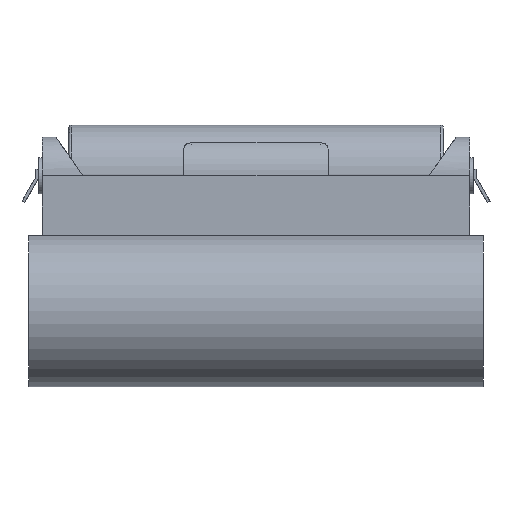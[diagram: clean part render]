
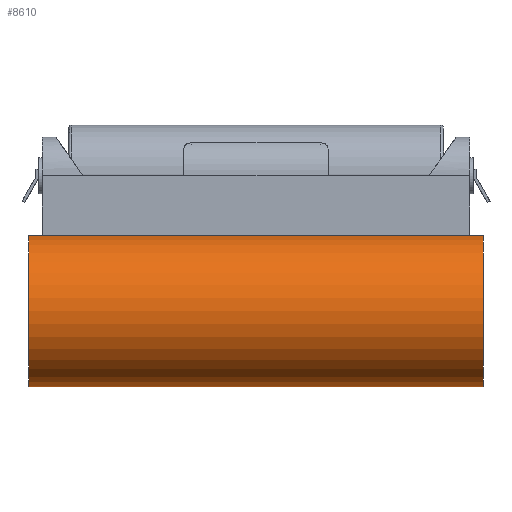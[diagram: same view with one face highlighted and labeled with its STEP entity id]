
A CAD part, front view. The second image highlights one B-rep face of the part: STEP entity #8610.
In plain terms, the highlighted cylindrical face has radius 10 mm (diameter 20 mm), a partial arc.
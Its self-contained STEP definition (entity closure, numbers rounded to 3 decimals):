
#836=FACE_OUTER_BOUND('',#1354,.T.);
#1354=EDGE_LOOP('',(#5915,#5916,#5917,#5918));
#1940=LINE('',#12443,#2754);
#1946=LINE('',#12458,#2760);
#2754=VECTOR('',#9993,10.);
#2760=VECTOR('',#10007,10.);
#3571=CIRCLE('',#9167,10.);
#3572=CIRCLE('',#9168,10.);
#3853=VERTEX_POINT('',#12439);
#3855=VERTEX_POINT('',#12442);
#3859=VERTEX_POINT('',#12454);
#3860=VERTEX_POINT('',#12456);
#4636=EDGE_CURVE('',#3853,#3855,#1940,.T.);
#4644=EDGE_CURVE('',#3859,#3860,#1946,.T.);
#4645=EDGE_CURVE('',#3853,#3859,#3571,.T.);
#4646=EDGE_CURVE('',#3855,#3860,#3572,.T.);
#5915=ORIENTED_EDGE('',*,*,#4645,.T.);
#5916=ORIENTED_EDGE('',*,*,#4644,.T.);
#5917=ORIENTED_EDGE('',*,*,#4646,.F.);
#5918=ORIENTED_EDGE('',*,*,#4636,.F.);
#8430=CYLINDRICAL_SURFACE('',#9166,10.);
#8610=ADVANCED_FACE('',(#836),#8430,.T.);
#9166=AXIS2_PLACEMENT_3D('',#12459,#10008,#10009);
#9167=AXIS2_PLACEMENT_3D('',#12460,#10010,#10011);
#9168=AXIS2_PLACEMENT_3D('',#12461,#10012,#10013);
#9993=DIRECTION('',(1.,0.,0.));
#10007=DIRECTION('',(1.,0.,0.));
#10008=DIRECTION('center_axis',(1.,0.,0.));
#10009=DIRECTION('ref_axis',(0.,0.,1.));
#10010=DIRECTION('center_axis',(1.,0.,0.));
#10011=DIRECTION('ref_axis',(0.,0.,1.));
#10012=DIRECTION('center_axis',(1.,0.,0.));
#10013=DIRECTION('ref_axis',(0.,0.,1.));
#12439=CARTESIAN_POINT('',(0.,0.,10.));
#12442=CARTESIAN_POINT('',(60.,0.,10.));
#12443=CARTESIAN_POINT('',(0.,0.,10.));
#12454=CARTESIAN_POINT('',(0.,0.,-10.));
#12456=CARTESIAN_POINT('',(60.,0.,-10.));
#12458=CARTESIAN_POINT('',(0.,0.,-10.));
#12459=CARTESIAN_POINT('Origin',(0.,0.,0.));
#12460=CARTESIAN_POINT('Origin',(0.,0.,0.));
#12461=CARTESIAN_POINT('Origin',(60.,0.,0.));
